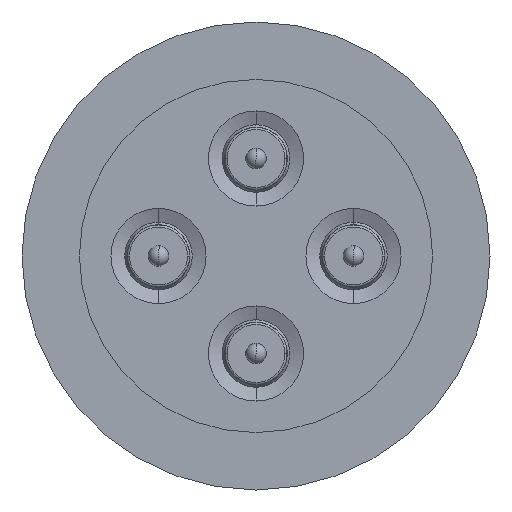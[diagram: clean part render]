
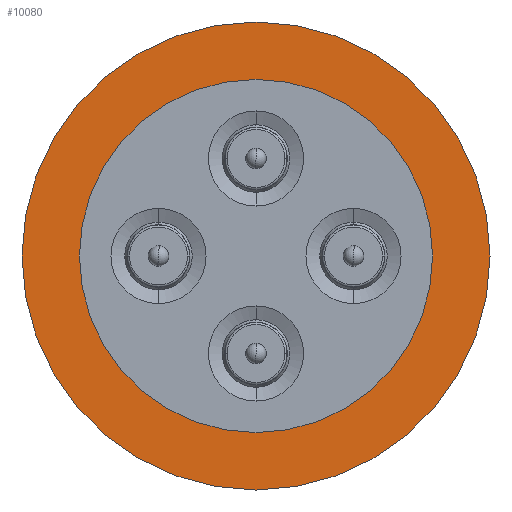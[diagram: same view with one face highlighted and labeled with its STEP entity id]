
A CAD part, front view. The second image highlights one B-rep face of the part: STEP entity #10080.
In plain terms, the highlighted planar face has unit normal (0, -1, 0).
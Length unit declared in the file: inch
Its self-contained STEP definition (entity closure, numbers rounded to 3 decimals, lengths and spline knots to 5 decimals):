
#168 = EDGE_CURVE ( 'NONE', #11397, #11617, #4724, .T. ) ;
#170 = EDGE_CURVE ( 'NONE', #11653, #11564, #4725, .T. ) ;
#1015 = CARTESIAN_POINT ( 'NONE',  ( -1.08, 0., 0. ) ) ;
#1395 = CARTESIAN_POINT ( 'NONE',  ( 0., 0., 0. ) ) ;
#1396 = DIRECTION ( 'NONE',  ( 0., -1., 0. ) ) ;
#1397 = DIRECTION ( 'NONE',  ( -1., 0., 0. ) ) ;
#1412 = CARTESIAN_POINT ( 'NONE',  ( 0., 0., 0. ) ) ;
#1413 = DIRECTION ( 'NONE',  ( 0., 1., 0. ) ) ;
#1414 = DIRECTION ( 'NONE',  ( 1., 0., 0. ) ) ;
#1829 = CARTESIAN_POINT ( 'NONE',  ( 0.815, 0., 0. ) ) ;
#1882 = CARTESIAN_POINT ( 'NONE',  ( 1.08, 0., 0. ) ) ;
#1918 = CARTESIAN_POINT ( 'NONE',  ( -0.815, 0., 0. ) ) ;
#2819 = EDGE_LOOP ( 'NONE', ( #9883, #9876 ) ) ;
#4635 = CARTESIAN_POINT ( 'NONE',  ( 0., 0., 0. ) ) ;
#4636 = DIRECTION ( 'NONE',  ( 0., 1., 0. ) ) ;
#4637 = DIRECTION ( 'NONE',  ( 1., 0., 0. ) ) ;
#4641 = CARTESIAN_POINT ( 'NONE',  ( 0., 0., 0. ) ) ;
#4642 = DIRECTION ( 'NONE',  ( 0., -1., 0. ) ) ;
#4643 = DIRECTION ( 'NONE',  ( -1., 0., 0. ) ) ;
#4724 = CIRCLE ( 'NONE', #5012, 1.08 ) ;
#4725 = CIRCLE ( 'NONE', #5014, 0.815 ) ;
#5012 = AXIS2_PLACEMENT_3D ( 'NONE', #4635, #4636, #4637 ) ;
#5014 = AXIS2_PLACEMENT_3D ( 'NONE', #4641, #4642, #4643 ) ;
#6497 = AXIS2_PLACEMENT_3D ( 'NONE', #10600, #10605, #10606 ) ;
#6723 = FACE_BOUND ( 'NONE', #12721, .T. ) ;
#6727 = FACE_OUTER_BOUND ( 'NONE', #2819, .T. ) ;
#7464 = AXIS2_PLACEMENT_3D ( 'NONE', #1395, #1396, #1397 ) ;
#7467 = AXIS2_PLACEMENT_3D ( 'NONE', #1412, #1413, #1414 ) ;
#8692 = CIRCLE ( 'NONE', #7464, 0.815 ) ;
#8710 = CIRCLE ( 'NONE', #7467, 1.08 ) ;
#9875 = ORIENTED_EDGE ( 'NONE', *, *, #170, .F. ) ;
#9876 = ORIENTED_EDGE ( 'NONE', *, *, #11923, .F. ) ;
#9883 = ORIENTED_EDGE ( 'NONE', *, *, #168, .F. ) ;
#9895 = ORIENTED_EDGE ( 'NONE', *, *, #11916, .F. ) ;
#10080 = ADVANCED_FACE ( 'NONE', ( #6723, #6727 ), #10603, .F. ) ;
#10600 = CARTESIAN_POINT ( 'NONE',  ( 0., 0., 0. ) ) ;
#10603 = PLANE ( 'NONE',  #6497 ) ;
#10605 = DIRECTION ( 'NONE',  ( 0., 1., 0. ) ) ;
#10606 = DIRECTION ( 'NONE',  ( 1., 0., 0. ) ) ;
#11397 = VERTEX_POINT ( 'NONE', #1015 ) ;
#11564 = VERTEX_POINT ( 'NONE', #1829 ) ;
#11617 = VERTEX_POINT ( 'NONE', #1882 ) ;
#11653 = VERTEX_POINT ( 'NONE', #1918 ) ;
#11916 = EDGE_CURVE ( 'NONE', #11564, #11653, #8692, .T. ) ;
#11923 = EDGE_CURVE ( 'NONE', #11617, #11397, #8710, .T. ) ;
#12721 = EDGE_LOOP ( 'NONE', ( #9875, #9895 ) ) ;
